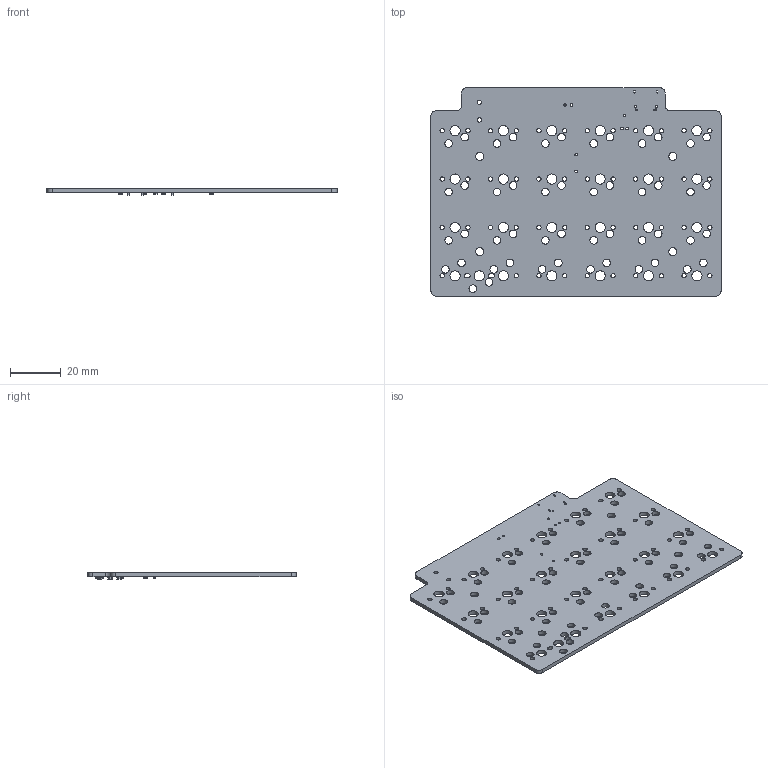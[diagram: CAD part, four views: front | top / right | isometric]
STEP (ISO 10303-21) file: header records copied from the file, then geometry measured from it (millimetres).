
FILE_DESCRIPTION(('KiCad electronic assembly'),'2;1');
FILE_NAME('vitamins_included-right.stp','2018-07-22T19:31:13',( 'An Author'),('A Company'),'Open CASCADE STEP processor 6.8', 'KiCad to STEP converter','Unknown');
FILE_SCHEMA(('AUTOMOTIVE_DESIGN_CC2 { 1 2 10303 214 -1 1 5 4 }'));
Length unit declared in the file: millimetre
Products named in the file (6): Open CASCADE STEP translator 6.8 1; C_0603_1608Metric; SOLID; R_0603_1608Metric; COMPOUND
Assembly tree (13 placements, depth 3):
  Open CASCADE STEP translator 6.8 1
    C_0603_1608Metric  x4
      SOLID
    R_0603_1608Metric  x6
      SOLID
    COMPOUND
Bounding box: 114.25 x 82 x 2.45 mm (x, y, z)
Volume: 13183.6 mm3; surface area: 18953.8 mm2
Topology: 11 solids, 11 shells, 447 faces, 1227 edges, 810 vertices
Faces by surface type: cylinder 255, plane 192
Full cylindrical faces by diameter (mm): 0.65 x1, 0.991 x3, 1 x4, 1.7 x48, 3 x50, 3.2 x4, 4 x25
Entity records: 20451 total; most frequent: CARTESIAN_POINT 6662, DIRECTION 2439, ORIENTED_EDGE 1342, PCURVE 1342, DEFINITIONAL_REPRESENTATION 1342, LINE 1209, VECTOR 1209, EDGE_CURVE 671
